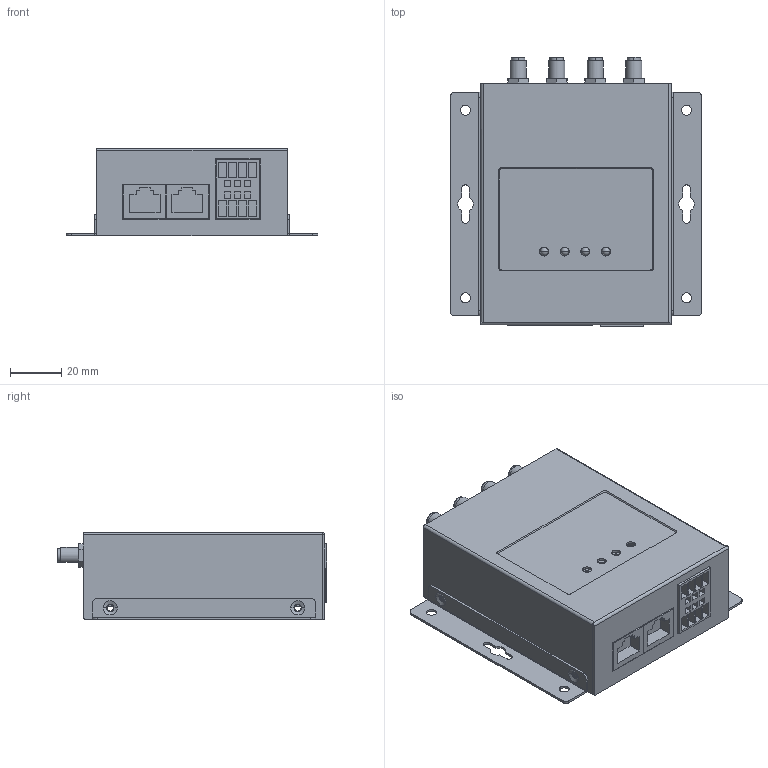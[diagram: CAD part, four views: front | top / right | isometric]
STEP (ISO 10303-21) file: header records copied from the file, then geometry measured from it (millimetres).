
FILE_DESCRIPTION (( 'STEP AP214' ), '1' );
FILE_NAME ('2218.STEP', '2023-02-04T00:56:18', ( 'Admin' ), ( '' ), 'SwSTEP 2.0', 'SolidWorks 2018', '' );
FILE_SCHEMA (( 'AUTOMOTIVE_DESIGN' ));
Length unit declared in the file: millimetre
Products named in the file (6): 梓袧毞盄; 2218; 慧智南方标准挂耳; 2218狟裔 -V1; 2218奻裔-V1; 2218翋啣
Assembly tree (9 placements, depth 2):
  2218
    2218翋啣
    2218狟裔 -V1
    2218奻裔-V1
    梓袧毞盄  x4
    慧智南方标准挂耳  x2
Bounding box: 98 x 104.75 x 34 mm (x, y, z)
Volume: 51766.1 mm3; surface area: 80675.7 mm2
Topology: 15 solids, 15 shells, 620 faces, 1553 edges, 998 vertices
Faces by surface type: plane 389, cylinder 184, bspline 23, cone 16, sphere 8
Entity records: 16496 total; most frequent: CARTESIAN_POINT 3782, ORIENTED_EDGE 2414, DIRECTION 2327, EDGE_CURVE 1207, VECTOR 873, LINE 873, VERTEX_POINT 778, AXIS2_PLACEMENT_3D 727
